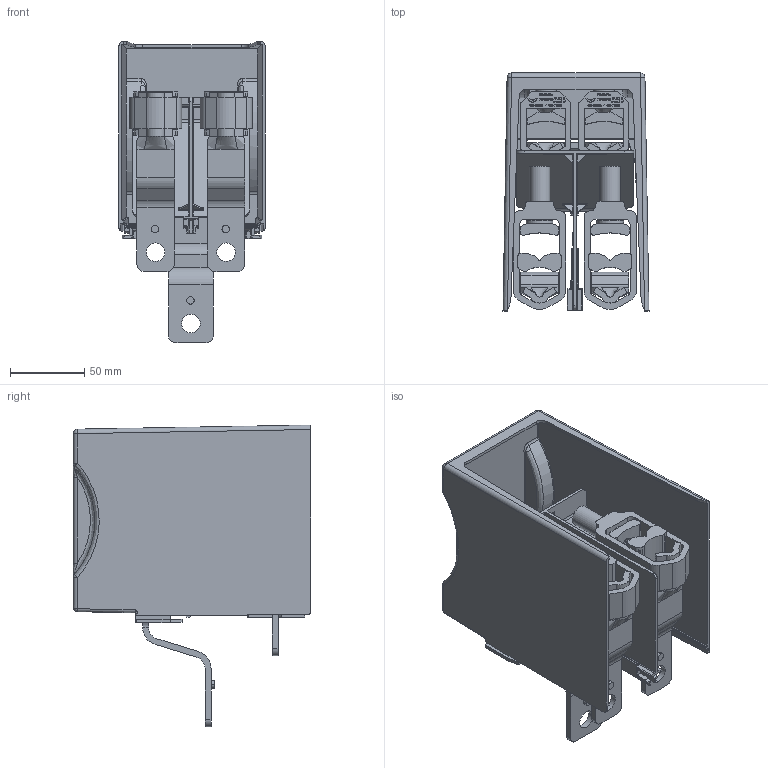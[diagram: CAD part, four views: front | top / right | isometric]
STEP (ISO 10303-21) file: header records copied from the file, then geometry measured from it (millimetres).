
FILE_DESCRIPTION((''),'2;1');
FILE_NAME('1SEB622529_ASM','2020-10-09T15:22:31',('FIALPRI1'),(''),'CREO PARAMETRIC BY PTC INC, 2019164','CREO PARAMETRIC BY PTC INC, 2019164','');
FILE_SCHEMA(('AUTOMOTIVE_DESIGN { 1 0 10303 214 1 1 1 1 }'));
Products named in the file (12): 1SEP622530P0001; 1SEP622531P0001; MIG101508_01; MIG100046_03; 1SEP408_01; MIG101509_01; GZN490084P0109_01; NHSN722067P0013_A_ASM; NHSN722066P0003; 1SEP622533P0001; 1SEP622532P0001; 1SEB622529_ASM
Assembly tree (14 placements, depth 3):
  1SEB622529_ASM
    1SEP622530P0001  x2
    1SEP622531P0001
    NHSN722067P0013_A_ASM  x2
      MIG101508_01
      MIG100046_03
      1SEP408_01
      MIG101509_01
      GZN490084P0109_01
    NHSN722066P0003  x2
    1SEP622533P0001
    1SEP622532P0001
Bounding box: 98.04 x 159.62 x 202.69 mm (x, y, z)
Volume: 289008.2 mm3; surface area: 231368.6 mm2
Topology: 17 solids, 28 shells, 8915 faces, 24491 edges, 16102 vertices
Faces by surface type: plane 6389, extrusion 1395, cylinder 588, bspline 462, sphere 40, cone 28, torus 13
Entity records: 281313 total; most frequent: CARTESIAN_POINT 77739, ORIENTED_EDGE 32902, DIRECTION 24532, PRESENTATION_STYLE_ASSIGNMENT 16719, STYLED_ITEM 16719, CURVE_STYLE 16663, EDGE_CURVE 16534, VECTOR 14119
